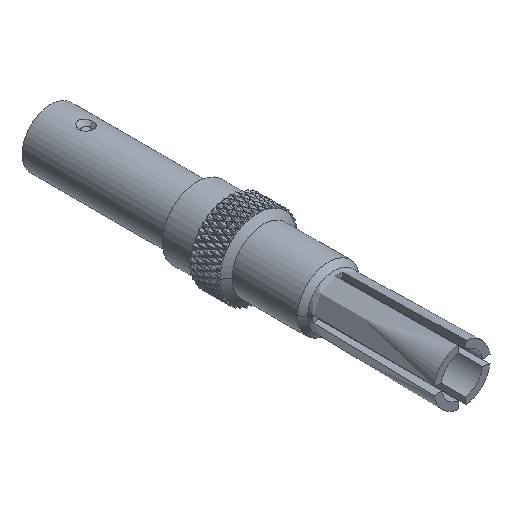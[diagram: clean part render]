
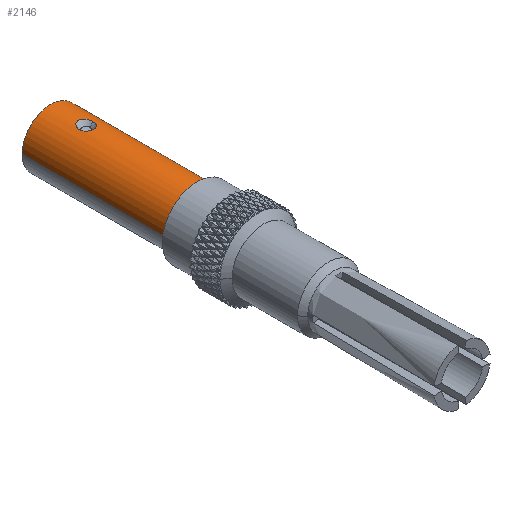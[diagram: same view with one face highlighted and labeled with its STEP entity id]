
A CAD part, isometric view. The second image highlights one B-rep face of the part: STEP entity #2146.
In plain terms, the highlighted cylindrical face has radius 5.5 mm (diameter 11 mm), a partial arc.
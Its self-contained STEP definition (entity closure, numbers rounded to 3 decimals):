
#76=FACE_BOUND('',#6242,.T.);
#2146=ADVANCED_FACE('',(#4163,#76),#28105,.T.);
#4163=FACE_OUTER_BOUND('',#6241,.T.);
#6241=EDGE_LOOP('',(#15176,#15177,#15178,#15179));
#6242=EDGE_LOOP('',(#15180,#15181));
#15176=ORIENTED_EDGE('',*,*,#20495,.T.);
#15177=ORIENTED_EDGE('',*,*,#18557,.T.);
#15178=ORIENTED_EDGE('',*,*,#20497,.F.);
#15179=ORIENTED_EDGE('',*,*,#20496,.F.);
#15180=ORIENTED_EDGE('',*,*,#20506,.F.);
#15181=ORIENTED_EDGE('',*,*,#18608,.F.);
#18557=EDGE_CURVE('',#27105,#27104,#23513,.T.);
#18608=EDGE_CURVE('',#27139,#28089,#23541,.T.);
#20495=EDGE_CURVE('',#28084,#27105,#20727,.T.);
#20496=EDGE_CURVE('',#28084,#28085,#25244,.T.);
#20497=EDGE_CURVE('',#28085,#27104,#20728,.T.);
#20506=EDGE_CURVE('',#28089,#27139,#25249,.T.);
#20727=(
BOUNDED_CURVE()
B_SPLINE_CURVE(2,(#52384,#52385,#52386,#52387,#52388),.UNSPECIFIED.,.F.,
 .F.)
B_SPLINE_CURVE_WITH_KNOTS((3,2,3),(23.876,35.814,47.752),
 .UNSPECIFIED.)
CURVE()
GEOMETRIC_REPRESENTATION_ITEM()
RATIONAL_B_SPLINE_CURVE((1.,0.707,1.,0.707,1.))
REPRESENTATION_ITEM('')
);
#20728=(
BOUNDED_CURVE()
B_SPLINE_CURVE(2,(#52391,#52392,#52393,#52394,#52395),.UNSPECIFIED.,.F.,
 .F.)
B_SPLINE_CURVE_WITH_KNOTS((3,2,3),(23.876,35.814,47.752),
 .UNSPECIFIED.)
CURVE()
GEOMETRIC_REPRESENTATION_ITEM()
RATIONAL_B_SPLINE_CURVE((1.,0.707,1.,0.707,1.))
REPRESENTATION_ITEM('')
);
#23513=B_SPLINE_CURVE_WITH_KNOTS('',1,(#46412,#46413),.UNSPECIFIED.,.F.,
 .F.,(2,2),(59.323,87.323),.UNSPECIFIED.);
#23541=B_SPLINE_CURVE_WITH_KNOTS('',3,(#46573,#46574,#46575,#46576,#46577,
#46578,#46579,#46580,#46581,#46582,#46583,#46584,#46585,#46586,#46587,#46588,
#46589,#46590,#46591,#46592,#46593),.UNSPECIFIED.,.F.,.F.,(4,2,3,2,3,2,
3,2,4),(0.,0.527,1.054,1.622,2.193,
2.764,3.331,3.858,4.385),
 .UNSPECIFIED.);
#25244=B_SPLINE_CURVE_WITH_KNOTS('',1,(#52389,#52390),.UNSPECIFIED.,.F.,
 .F.,(2,2),(59.323,87.323),.UNSPECIFIED.);
#25249=B_SPLINE_CURVE_WITH_KNOTS('',3,(#52422,#52423,#52424,#52425,#52426,
#52427,#52428,#52429,#52430,#52431,#52432,#52433,#52434,#52435,#52436,#52437,
#52438,#52439,#52440,#52441,#52442),.UNSPECIFIED.,.F.,.F.,(4,2,3,2,3,2,
3,2,4),(4.385,4.913,5.439,6.007,
6.578,7.149,7.717,8.243,8.771),
 .UNSPECIFIED.);
#27104=VERTEX_POINT('',#39032);
#27105=VERTEX_POINT('',#39033);
#27139=VERTEX_POINT('',#39067);
#28084=VERTEX_POINT('',#40012);
#28085=VERTEX_POINT('',#40013);
#28089=VERTEX_POINT('',#40017);
#28105=CYLINDRICAL_SURFACE('',#31285,5.5);
#31285=AXIS2_PLACEMENT_3D('',#37121,#32441,$);
#32441=DIRECTION('',(0.,1.,0.));
#37121=CARTESIAN_POINT('',(0.,64.6,0.));
#39032=CARTESIAN_POINT('',(5.5,78.6,0.));
#39033=CARTESIAN_POINT('',(5.5,50.6,0.));
#39067=CARTESIAN_POINT('',(1.303,71.85,5.343));
#40012=CARTESIAN_POINT('',(-5.5,50.6,0.));
#40013=CARTESIAN_POINT('',(-5.5,78.6,0.));
#40017=CARTESIAN_POINT('',(-1.303,71.85,5.343));
#46412=CARTESIAN_POINT('',(5.5,50.6,0.));
#46413=CARTESIAN_POINT('',(5.5,78.6,0.));
#46573=CARTESIAN_POINT('',(1.303,71.85,5.343));
#46574=CARTESIAN_POINT('',(1.303,72.025,5.343));
#46575=CARTESIAN_POINT('',(1.275,72.199,5.35));
#46576=CARTESIAN_POINT('',(1.163,72.53,5.376));
#46577=CARTESIAN_POINT('',(1.08,72.685,5.394));
#46578=CARTESIAN_POINT('',(0.971,72.821,5.414));
#46579=CARTESIAN_POINT('',(0.855,72.967,5.434));
#46580=CARTESIAN_POINT('',(0.71,73.09,5.457));
#46581=CARTESIAN_POINT('',(0.375,73.263,5.49));
#46582=CARTESIAN_POINT('',(0.19,73.31,5.5));
#46583=CARTESIAN_POINT('',(0.,73.31,5.5));
#46584=CARTESIAN_POINT('',(-0.19,73.31,5.5));
#46585=CARTESIAN_POINT('',(-0.375,73.263,5.49));
#46586=CARTESIAN_POINT('',(-0.71,73.09,5.457));
#46587=CARTESIAN_POINT('',(-0.855,72.967,5.434));
#46588=CARTESIAN_POINT('',(-0.971,72.821,5.414));
#46589=CARTESIAN_POINT('',(-1.08,72.685,5.394));
#46590=CARTESIAN_POINT('',(-1.163,72.53,5.376));
#46591=CARTESIAN_POINT('',(-1.275,72.199,5.35));
#46592=CARTESIAN_POINT('',(-1.303,72.025,5.343));
#46593=CARTESIAN_POINT('',(-1.303,71.85,5.343));
#52384=CARTESIAN_POINT('',(-5.5,50.6,0.));
#52385=CARTESIAN_POINT('',(-5.5,50.6,5.5));
#52386=CARTESIAN_POINT('',(0.,50.6,5.5));
#52387=CARTESIAN_POINT('',(5.5,50.6,5.5));
#52388=CARTESIAN_POINT('',(5.5,50.6,0.));
#52389=CARTESIAN_POINT('',(-5.5,50.6,0.));
#52390=CARTESIAN_POINT('',(-5.5,78.6,0.));
#52391=CARTESIAN_POINT('',(-5.5,78.6,0.));
#52392=CARTESIAN_POINT('',(-5.5,78.6,5.5));
#52393=CARTESIAN_POINT('',(0.,78.6,5.5));
#52394=CARTESIAN_POINT('',(5.5,78.6,5.5));
#52395=CARTESIAN_POINT('',(5.5,78.6,0.));
#52422=CARTESIAN_POINT('',(-1.303,71.85,5.343));
#52423=CARTESIAN_POINT('',(-1.303,71.675,5.343));
#52424=CARTESIAN_POINT('',(-1.275,71.501,5.35));
#52425=CARTESIAN_POINT('',(-1.163,71.17,5.376));
#52426=CARTESIAN_POINT('',(-1.08,71.015,5.394));
#52427=CARTESIAN_POINT('',(-0.971,70.879,5.414));
#52428=CARTESIAN_POINT('',(-0.855,70.733,5.434));
#52429=CARTESIAN_POINT('',(-0.71,70.61,5.457));
#52430=CARTESIAN_POINT('',(-0.375,70.437,5.49));
#52431=CARTESIAN_POINT('',(-0.19,70.39,5.5));
#52432=CARTESIAN_POINT('',(0.,70.39,5.5));
#52433=CARTESIAN_POINT('',(0.19,70.39,5.5));
#52434=CARTESIAN_POINT('',(0.375,70.437,5.49));
#52435=CARTESIAN_POINT('',(0.71,70.61,5.457));
#52436=CARTESIAN_POINT('',(0.855,70.733,5.434));
#52437=CARTESIAN_POINT('',(0.971,70.879,5.414));
#52438=CARTESIAN_POINT('',(1.08,71.015,5.394));
#52439=CARTESIAN_POINT('',(1.163,71.17,5.376));
#52440=CARTESIAN_POINT('',(1.275,71.501,5.35));
#52441=CARTESIAN_POINT('',(1.303,71.675,5.343));
#52442=CARTESIAN_POINT('',(1.303,71.85,5.343));
